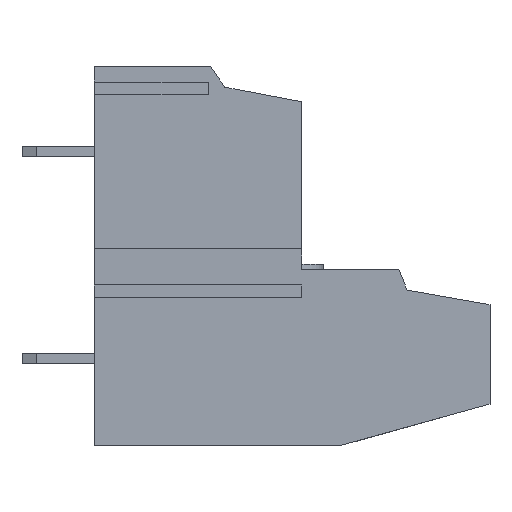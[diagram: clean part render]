
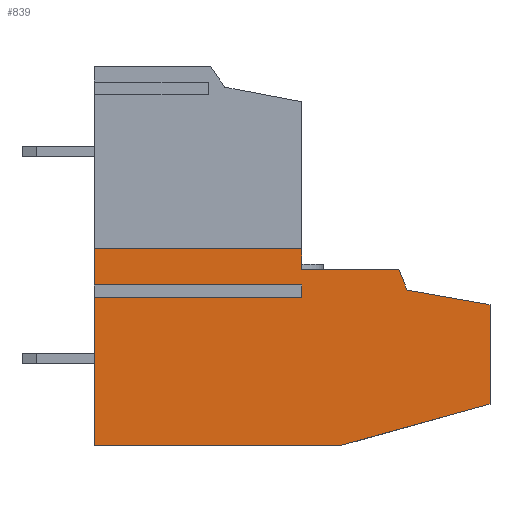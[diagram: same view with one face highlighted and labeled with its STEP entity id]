
A CAD part, front view. The second image highlights one B-rep face of the part: STEP entity #839.
In plain terms, the highlighted planar face has unit normal (0, -1, 0).
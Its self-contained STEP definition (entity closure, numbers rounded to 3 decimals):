
#839 = ADVANCED_FACE( '', ( #1881 ), #1882, .T. );
#1881 = FACE_OUTER_BOUND( '', #3135, .T. );
#1882 = PLANE( '', #3136 );
#3135 = EDGE_LOOP( '', ( #5677, #5678, #5679, #5680, #5681, #5682, #5683, #5684, #5685, #5686, #5687, #5688, #5689 ) );
#3136 = AXIS2_PLACEMENT_3D( '', #5690, #5691, #5692 );
#5677 = ORIENTED_EDGE( '', *, *, #8091, .F. );
#5678 = ORIENTED_EDGE( '', *, *, #8366, .T. );
#5679 = ORIENTED_EDGE( '', *, *, #8215, .T. );
#5680 = ORIENTED_EDGE( '', *, *, #7427, .F. );
#5681 = ORIENTED_EDGE( '', *, *, #8105, .F. );
#5682 = ORIENTED_EDGE( '', *, *, #8367, .F. );
#5683 = ORIENTED_EDGE( '', *, *, #8368, .F. );
#5684 = ORIENTED_EDGE( '', *, *, #8369, .T. );
#5685 = ORIENTED_EDGE( '', *, *, #8014, .F. );
#5686 = ORIENTED_EDGE( '', *, *, #8370, .F. );
#5687 = ORIENTED_EDGE( '', *, *, #8112, .F. );
#5688 = ORIENTED_EDGE( '', *, *, #8371, .F. );
#5689 = ORIENTED_EDGE( '', *, *, #8372, .T. );
#5690 = CARTESIAN_POINT( '', ( 9.55, -7.5, -4.75 ) );
#5691 = DIRECTION( '', ( 0., -1., 0. ) );
#5692 = DIRECTION( '', ( 0., 0., -1. ) );
#7427 = EDGE_CURVE( '', #8912, #8914, #8915, .T. );
#8014 = EDGE_CURVE( '', #9882, #9884, #9885, .T. );
#8091 = EDGE_CURVE( '', #10008, #10010, #10011, .T. );
#8105 = EDGE_CURVE( '', #10032, #8912, #10034, .T. );
#8112 = EDGE_CURVE( '', #10043, #10044, #10045, .T. );
#8215 = EDGE_CURVE( '', #10196, #8914, #10198, .T. );
#8366 = EDGE_CURVE( '', #10008, #10196, #10403, .T. );
#8367 = EDGE_CURVE( '', #10404, #10032, #10405, .T. );
#8368 = EDGE_CURVE( '', #10406, #10404, #10407, .T. );
#8369 = EDGE_CURVE( '', #10406, #9884, #10408, .T. );
#8370 = EDGE_CURVE( '', #10044, #9882, #10409, .T. );
#8371 = EDGE_CURVE( '', #10410, #10043, #10411, .T. );
#8372 = EDGE_CURVE( '', #10410, #10010, #10412, .T. );
#8912 = VERTEX_POINT( '', #11066 );
#8914 = VERTEX_POINT( '', #11069 );
#8915 = LINE( '', #11070, #11071 );
#9882 = VERTEX_POINT( '', #12444 );
#9884 = VERTEX_POINT( '', #12447 );
#9885 = LINE( '', #12448, #12449 );
#10008 = VERTEX_POINT( '', #12646 );
#10010 = VERTEX_POINT( '', #12649 );
#10011 = LINE( '', #12650, #12651 );
#10032 = VERTEX_POINT( '', #12684 );
#10034 = LINE( '', #12687, #12688 );
#10043 = VERTEX_POINT( '', #12698 );
#10044 = VERTEX_POINT( '', #12699 );
#10045 = LINE( '', #12700, #12701 );
#10196 = VERTEX_POINT( '', #12922 );
#10198 = LINE( '', #12925, #12926 );
#10403 = LINE( '', #13225, #13226 );
#10404 = VERTEX_POINT( '', #13227 );
#10405 = LINE( '', #13228, #13229 );
#10406 = VERTEX_POINT( '', #13230 );
#10407 = LINE( '', #13231, #13232 );
#10408 = LINE( '', #13233, #13234 );
#10409 = LINE( '', #13235, #13236 );
#10410 = VERTEX_POINT( '', #13237 );
#10411 = LINE( '', #13238, #13239 );
#10412 = LINE( '', #13240, #13241 );
#11066 = CARTESIAN_POINT( '', ( -9.55, -7.5, 2.4 ) );
#11069 = CARTESIAN_POINT( '', ( 0.45, -7.5, 2.4 ) );
#11070 = CARTESIAN_POINT( '', ( -41.267, -7.5, 2.4 ) );
#11071 = VECTOR( '', #13939, 1000. );
#12444 = CARTESIAN_POINT( '', ( 5.55, -7.5, 2.75 ) );
#12447 = CARTESIAN_POINT( '', ( 9.55, -7.5, 2.05 ) );
#12448 = CARTESIAN_POINT( '', ( 10.705, -7.5, 1.848 ) );
#12449 = VECTOR( '', #14518, 1000. );
#12646 = CARTESIAN_POINT( '', ( -9.55, -7.5, 3. ) );
#12649 = CARTESIAN_POINT( '', ( -9.55, -7.5, 4.75 ) );
#12650 = CARTESIAN_POINT( '', ( -9.55, -7.5, -4.75 ) );
#12651 = VECTOR( '', #14594, 1000. );
#12684 = CARTESIAN_POINT( '', ( -9.55, -7.5, -4.75 ) );
#12687 = CARTESIAN_POINT( '', ( -9.55, -7.5, -4.75 ) );
#12688 = VECTOR( '', #14608, 1000. );
#12698 = CARTESIAN_POINT( '', ( 0.45, -7.5, 3.75 ) );
#12699 = CARTESIAN_POINT( '', ( 5.15, -7.5, 3.75 ) );
#12700 = CARTESIAN_POINT( '', ( 9.55, -7.5, 3.75 ) );
#12701 = VECTOR( '', #14619, 1000. );
#12922 = CARTESIAN_POINT( '', ( 0.45, -7.5, 3. ) );
#12925 = CARTESIAN_POINT( '', ( 0.45, -7.5, 2.4 ) );
#12926 = VECTOR( '', #14721, 1000. );
#13225 = CARTESIAN_POINT( '', ( -41.267, -7.5, 3. ) );
#13226 = VECTOR( '', #14858, 1000. );
#13227 = CARTESIAN_POINT( '', ( 2.35, -7.5, -4.75 ) );
#13228 = CARTESIAN_POINT( '', ( 9.55, -7.5, -4.75 ) );
#13229 = VECTOR( '', #14859, 1000. );
#13230 = CARTESIAN_POINT( '', ( 9.55, -7.5, -2.75 ) );
#13231 = CARTESIAN_POINT( '', ( 9.034, -7.5, -2.893 ) );
#13232 = VECTOR( '', #14860, 1000. );
#13233 = CARTESIAN_POINT( '', ( 9.55, -7.5, -4.75 ) );
#13234 = VECTOR( '', #14861, 1000. );
#13235 = CARTESIAN_POINT( '', ( 8.688, -7.5, -5.095 ) );
#13236 = VECTOR( '', #14862, 1000. );
#13237 = CARTESIAN_POINT( '', ( 0.45, -7.5, 4.75 ) );
#13238 = CARTESIAN_POINT( '', ( 0.45, -7.5, -4.75 ) );
#13239 = VECTOR( '', #14863, 1000. );
#13240 = CARTESIAN_POINT( '', ( 9.55, -7.5, 4.75 ) );
#13241 = VECTOR( '', #14864, 1000. );
#13939 = DIRECTION( '', ( 1., 0., 0. ) );
#14518 = DIRECTION( '', ( 0.985, 0., -0.172 ) );
#14594 = DIRECTION( '', ( 0., 0., 1. ) );
#14608 = DIRECTION( '', ( 0., 0., 1. ) );
#14619 = DIRECTION( '', ( 1., 0., 0. ) );
#14721 = DIRECTION( '', ( 0., 0., -1. ) );
#14858 = DIRECTION( '', ( 1., 0., 0. ) );
#14859 = DIRECTION( '', ( -1., 0., 0. ) );
#14860 = DIRECTION( '', ( -0.964, 0., -0.268 ) );
#14861 = DIRECTION( '', ( 0., 0., 1. ) );
#14862 = DIRECTION( '', ( 0.371, 0., -0.928 ) );
#14863 = DIRECTION( '', ( 0., 0., -1. ) );
#14864 = DIRECTION( '', ( -1., 0., 0. ) );
